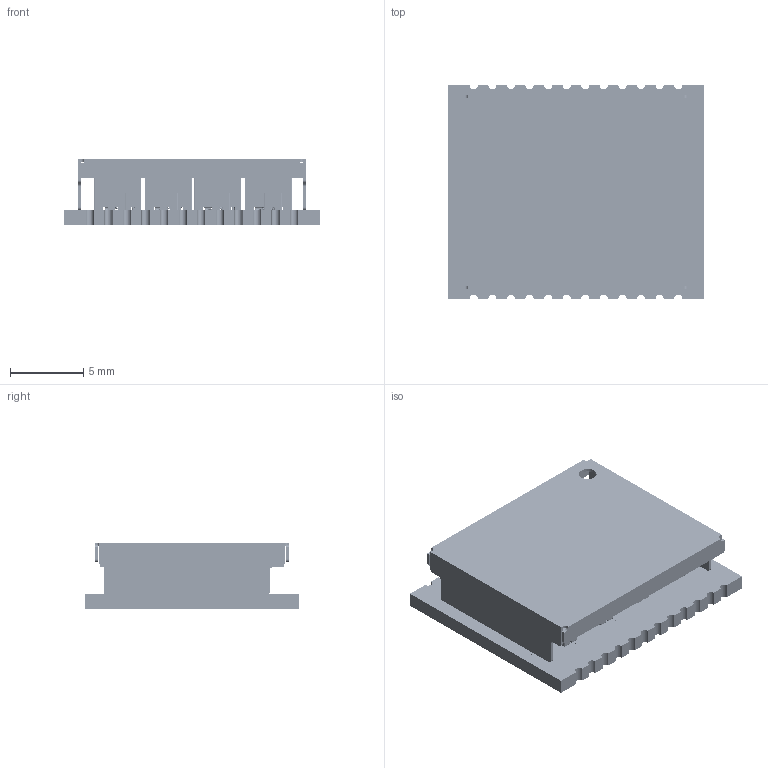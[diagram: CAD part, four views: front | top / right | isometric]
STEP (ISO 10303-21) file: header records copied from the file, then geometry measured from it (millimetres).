
FILE_DESCRIPTION(/* description */ (''),/* implementation_level */ '2;1');
FILE_NAME(/* name */ 'LAN17-3D -20220207.stp',/* time_stamp */ '2022-02-07T13:48:59+08:00',/* author */ ('louklo'),/* organization */ (''),/* preprocessor_version */ 'ST-DEVELOPER v16.1',/* originating_system */ 'Autodesk Inventor 2016',/* authorisation */ '');
FILE_SCHEMA (('AUTOMOTIVE_DESIGN { 1 0 10303 214 3 1 1 }'));
Products named in the file (163): LAN17-3D -202202071; LAN17-3D -202202072; LAN17-3D -202202073; LAN17-3D -202202074; LAN17-3D -202202075; LAN17-3D -202202076; LAN17-3D -202202077; LAN17-3D -202202078; LAN17-3D -202202079; LAN17-3D -2022020710; LAN17-3D -2022020711; LAN17-3D -2022020712; LAN17-3D -2022020713; LAN17-3D -2022020714; LAN17-3D -2022020715; LAN17-3D -2022020716; LAN17-3D -2022020717; LAN17-3D -2022020718; LAN17-3D -2022020719; LAN17-3D -2022020720; LAN17-3D -2022020721; LAN17-3D -2022020722; LAN17-3D -2022020723; LAN17-3D -2022020724; LAN17-3D -2022020725; LAN17-3D -2022020726; LAN17-3D -2022020727; LAN17-3D -2022020728; LAN17-3D -2022020729; LAN17-3D -2022020730; LAN17-3D -2022020731; LAN17-3D -2022020732; LAN17-3D -2022020733; LAN17-3D -2022020734; LAN17-3D -2022020735; LAN17-3D -2022020736; LAN17-3D -2022020737; LAN17-3D -2022020738; LAN17-3D -2022020739; LAN17-3D -2022020740 ...
Assembly tree (162 placements, depth 2):
  LAN17-3D -20220207
    LAN17-3D -202202071
    LAN17-3D -202202072
    LAN17-3D -202202073
    LAN17-3D -202202074
    LAN17-3D -202202075
    LAN17-3D -202202076
    LAN17-3D -202202077
    LAN17-3D -202202078
    LAN17-3D -202202079
    LAN17-3D -2022020710
    LAN17-3D -2022020711
    LAN17-3D -2022020712
    LAN17-3D -2022020713
    LAN17-3D -2022020714
    LAN17-3D -2022020715
    LAN17-3D -2022020716
    LAN17-3D -2022020717
    LAN17-3D -2022020718
    LAN17-3D -2022020719
    LAN17-3D -2022020720
    LAN17-3D -2022020721
    LAN17-3D -2022020722
    LAN17-3D -2022020723
    LAN17-3D -2022020724
    LAN17-3D -2022020725
    LAN17-3D -2022020726
    LAN17-3D -2022020727
    LAN17-3D -2022020728
    LAN17-3D -2022020729
    LAN17-3D -2022020730
    LAN17-3D -2022020731
    LAN17-3D -2022020732
    LAN17-3D -2022020733
    LAN17-3D -2022020734
    LAN17-3D -2022020735
    LAN17-3D -2022020736
    LAN17-3D -2022020737
    LAN17-3D -2022020738
    LAN17-3D -2022020739
    LAN17-3D -2022020740
    LAN17-3D -2022020741
    LAN17-3D -2022020742
    LAN17-3D -2022020743
    LAN17-3D -2022020744
    LAN17-3D -2022020745
    LAN17-3D -2022020746
    LAN17-3D -2022020747
    LAN17-3D -2022020748
    LAN17-3D -2022020749
    LAN17-3D -2022020750
    LAN17-3D -2022020751
    LAN17-3D -2022020752
    LAN17-3D -2022020753
    LAN17-3D -2022020754
    LAN17-3D -2022020755
    LAN17-3D -2022020756
    LAN17-3D -2022020757
    LAN17-3D -2022020758
    LAN17-3D -2022020759
Bounding box: 17.5 x 14.6 x 4.5 mm (x, y, z)
Volume: 456.9 mm3; surface area: 2123.2 mm2
Topology: 174 solids, 174 shells, 5265 faces, 12071 edges, 7166 vertices
Faces by surface type: cylinder 2281, torus 1304, plane 1144, sphere 304, bspline 232
Full cylindrical faces by diameter (mm): 0.035 x224, 0.055 x896, 1.2 x1
Entity records: 139001 total; most frequent: CARTESIAN_POINT 29669, DIRECTION 24332, ORIENTED_EDGE 17716, AXIS2_PLACEMENT_3D 10408, EDGE_CURVE 8858, EDGE_LOOP 7516, VERTEX_POINT 6190, ADVANCED_FACE 5265
